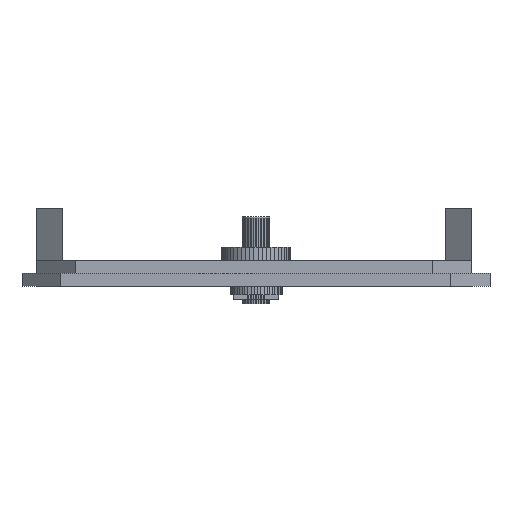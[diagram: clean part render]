
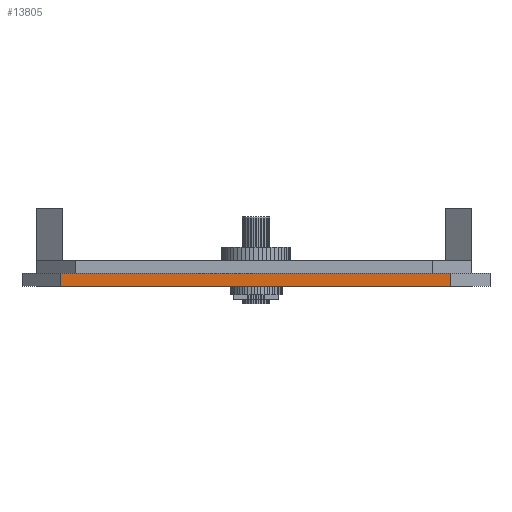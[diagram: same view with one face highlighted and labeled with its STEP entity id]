
A CAD part, front view. The second image highlights one B-rep face of the part: STEP entity #13805.
In plain terms, the highlighted planar face has unit normal (0, -1, 0).
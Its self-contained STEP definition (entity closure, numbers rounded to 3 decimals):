
#13123 = PLANE('',#13124);
#13124 = AXIS2_PLACEMENT_3D('',#13125,#13126,#13127);
#13125 = CARTESIAN_POINT('',(25.5,47.,0.));
#13126 = DIRECTION('',(-0.,-0.,-1.));
#13127 = DIRECTION('',(-1.,0.,0.));
#13492 = VERTEX_POINT('',#13493);
#13493 = CARTESIAN_POINT('',(48.,-1.5,0.));
#13507 = PLANE('',#13508);
#13508 = AXIS2_PLACEMENT_3D('',#13509,#13510,#13511);
#13509 = CARTESIAN_POINT('',(50.25,0.75,0.75));
#13510 = DIRECTION('',(0.707,-0.707,0.));
#13511 = DIRECTION('',(0.707,0.707,0.));
#13519 = EDGE_CURVE('',#13492,#13520,#13522,.T.);
#13520 = VERTEX_POINT('',#13521);
#13521 = CARTESIAN_POINT('',(3.,-1.5,0.));
#13522 = SURFACE_CURVE('',#13523,(#13527,#13534),.PCURVE_S1.);
#13523 = LINE('',#13524,#13525);
#13524 = CARTESIAN_POINT('',(48.,-1.5,0.));
#13525 = VECTOR('',#13526,1.);
#13526 = DIRECTION('',(-1.,0.,0.));
#13527 = PCURVE('',#13123,#13528);
#13528 = DEFINITIONAL_REPRESENTATION('',(#13529),#13533);
#13529 = LINE('',#13530,#13531);
#13530 = CARTESIAN_POINT('',(-22.5,-48.5));
#13531 = VECTOR('',#13532,1.);
#13532 = DIRECTION('',(1.,0.));
#13533 = ( GEOMETRIC_REPRESENTATION_CONTEXT(2) 
PARAMETRIC_REPRESENTATION_CONTEXT() REPRESENTATION_CONTEXT('2D SPACE',''
  ) );
#13534 = PCURVE('',#13535,#13540);
#13535 = PLANE('',#13536);
#13536 = AXIS2_PLACEMENT_3D('',#13537,#13538,#13539);
#13537 = CARTESIAN_POINT('',(25.5,-1.5,0.75));
#13538 = DIRECTION('',(-0.,-1.,-0.));
#13539 = DIRECTION('',(0.,0.,-1.));
#13540 = DEFINITIONAL_REPRESENTATION('',(#13541),#13545);
#13541 = LINE('',#13542,#13543);
#13542 = CARTESIAN_POINT('',(0.75,22.5));
#13543 = VECTOR('',#13544,1.);
#13544 = DIRECTION('',(0.,-1.));
#13545 = ( GEOMETRIC_REPRESENTATION_CONTEXT(2) 
PARAMETRIC_REPRESENTATION_CONTEXT() REPRESENTATION_CONTEXT('2D SPACE',''
  ) );
#13561 = PLANE('',#13562);
#13562 = AXIS2_PLACEMENT_3D('',#13563,#13564,#13565);
#13563 = CARTESIAN_POINT('',(0.75,0.75,0.75));
#13564 = DIRECTION('',(-0.707,-0.707,-0.));
#13565 = DIRECTION('',(-0.707,0.707,0.));
#13647 = PLANE('',#13648);
#13648 = AXIS2_PLACEMENT_3D('',#13649,#13650,#13651);
#13649 = CARTESIAN_POINT('',(25.5,47.,1.5));
#13650 = DIRECTION('',(0.,0.,1.));
#13651 = DIRECTION('',(1.,0.,0.));
#13711 = EDGE_CURVE('',#13520,#13712,#13714,.T.);
#13712 = VERTEX_POINT('',#13713);
#13713 = CARTESIAN_POINT('',(3.,-1.5,1.5));
#13714 = SURFACE_CURVE('',#13715,(#13719,#13726),.PCURVE_S1.);
#13715 = LINE('',#13716,#13717);
#13716 = CARTESIAN_POINT('',(3.,-1.5,0.));
#13717 = VECTOR('',#13718,1.);
#13718 = DIRECTION('',(0.,0.,1.));
#13719 = PCURVE('',#13561,#13720);
#13720 = DEFINITIONAL_REPRESENTATION('',(#13721),#13725);
#13721 = LINE('',#13722,#13723);
#13722 = CARTESIAN_POINT('',(-3.182,0.75));
#13723 = VECTOR('',#13724,1.);
#13724 = DIRECTION('',(0.,-1.));
#13725 = ( GEOMETRIC_REPRESENTATION_CONTEXT(2) 
PARAMETRIC_REPRESENTATION_CONTEXT() REPRESENTATION_CONTEXT('2D SPACE',''
  ) );
#13726 = PCURVE('',#13535,#13727);
#13727 = DEFINITIONAL_REPRESENTATION('',(#13728),#13732);
#13728 = LINE('',#13729,#13730);
#13729 = CARTESIAN_POINT('',(0.75,-22.5));
#13730 = VECTOR('',#13731,1.);
#13731 = DIRECTION('',(-1.,0.));
#13732 = ( GEOMETRIC_REPRESENTATION_CONTEXT(2) 
PARAMETRIC_REPRESENTATION_CONTEXT() REPRESENTATION_CONTEXT('2D SPACE',''
  ) );
#13805 = ADVANCED_FACE('',(#13806),#13535,.T.);
#13806 = FACE_BOUND('',#13807,.T.);
#13807 = EDGE_LOOP('',(#13808,#13809,#13832,#13853));
#13808 = ORIENTED_EDGE('',*,*,#13519,.F.);
#13809 = ORIENTED_EDGE('',*,*,#13810,.T.);
#13810 = EDGE_CURVE('',#13492,#13811,#13813,.T.);
#13811 = VERTEX_POINT('',#13812);
#13812 = CARTESIAN_POINT('',(48.,-1.5,1.5));
#13813 = SURFACE_CURVE('',#13814,(#13818,#13825),.PCURVE_S1.);
#13814 = LINE('',#13815,#13816);
#13815 = CARTESIAN_POINT('',(48.,-1.5,0.));
#13816 = VECTOR('',#13817,1.);
#13817 = DIRECTION('',(0.,0.,1.));
#13818 = PCURVE('',#13535,#13819);
#13819 = DEFINITIONAL_REPRESENTATION('',(#13820),#13824);
#13820 = LINE('',#13821,#13822);
#13821 = CARTESIAN_POINT('',(0.75,22.5));
#13822 = VECTOR('',#13823,1.);
#13823 = DIRECTION('',(-1.,0.));
#13824 = ( GEOMETRIC_REPRESENTATION_CONTEXT(2) 
PARAMETRIC_REPRESENTATION_CONTEXT() REPRESENTATION_CONTEXT('2D SPACE',''
  ) );
#13825 = PCURVE('',#13507,#13826);
#13826 = DEFINITIONAL_REPRESENTATION('',(#13827),#13831);
#13827 = LINE('',#13828,#13829);
#13828 = CARTESIAN_POINT('',(-3.182,-0.75));
#13829 = VECTOR('',#13830,1.);
#13830 = DIRECTION('',(0.,1.));
#13831 = ( GEOMETRIC_REPRESENTATION_CONTEXT(2) 
PARAMETRIC_REPRESENTATION_CONTEXT() REPRESENTATION_CONTEXT('2D SPACE',''
  ) );
#13832 = ORIENTED_EDGE('',*,*,#13833,.T.);
#13833 = EDGE_CURVE('',#13811,#13712,#13834,.T.);
#13834 = SURFACE_CURVE('',#13835,(#13839,#13846),.PCURVE_S1.);
#13835 = LINE('',#13836,#13837);
#13836 = CARTESIAN_POINT('',(48.,-1.5,1.5));
#13837 = VECTOR('',#13838,1.);
#13838 = DIRECTION('',(-1.,0.,0.));
#13839 = PCURVE('',#13535,#13840);
#13840 = DEFINITIONAL_REPRESENTATION('',(#13841),#13845);
#13841 = LINE('',#13842,#13843);
#13842 = CARTESIAN_POINT('',(-0.75,22.5));
#13843 = VECTOR('',#13844,1.);
#13844 = DIRECTION('',(0.,-1.));
#13845 = ( GEOMETRIC_REPRESENTATION_CONTEXT(2) 
PARAMETRIC_REPRESENTATION_CONTEXT() REPRESENTATION_CONTEXT('2D SPACE',''
  ) );
#13846 = PCURVE('',#13647,#13847);
#13847 = DEFINITIONAL_REPRESENTATION('',(#13848),#13852);
#13848 = LINE('',#13849,#13850);
#13849 = CARTESIAN_POINT('',(22.5,-48.5));
#13850 = VECTOR('',#13851,1.);
#13851 = DIRECTION('',(-1.,0.));
#13852 = ( GEOMETRIC_REPRESENTATION_CONTEXT(2) 
PARAMETRIC_REPRESENTATION_CONTEXT() REPRESENTATION_CONTEXT('2D SPACE',''
  ) );
#13853 = ORIENTED_EDGE('',*,*,#13711,.F.);
